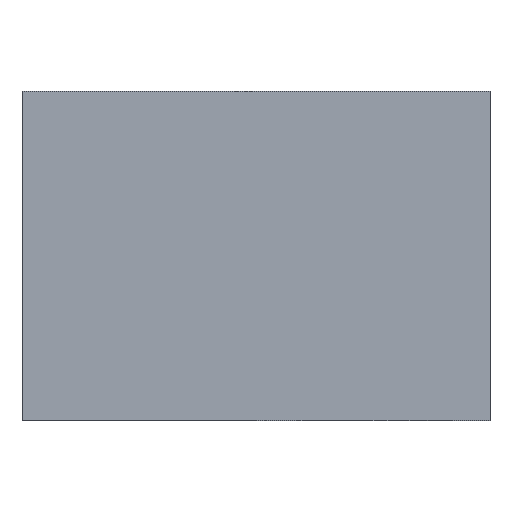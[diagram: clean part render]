
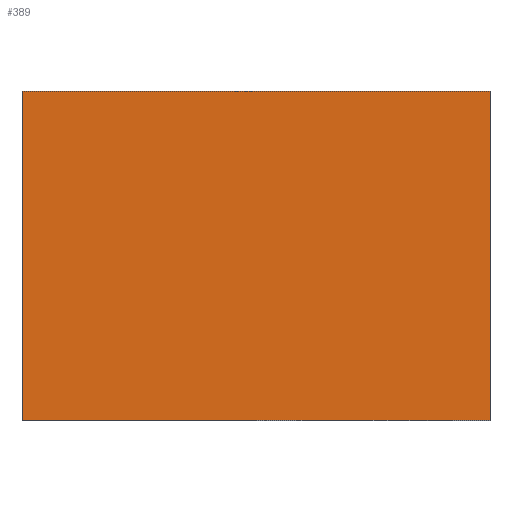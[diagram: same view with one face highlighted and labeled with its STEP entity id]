
A CAD part, top view. The second image highlights one B-rep face of the part: STEP entity #389.
In plain terms, the highlighted planar face has unit normal (0, 0, 1).
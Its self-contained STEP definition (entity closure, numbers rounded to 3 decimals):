
#27 = DIRECTION ( 'NONE',  ( 0., -1., 0. ) ) ;
#115 = EDGE_CURVE ( 'NONE', #858, #767, #536, .T. ) ;
#185 = CARTESIAN_POINT ( 'NONE',  ( 32., -25., 20. ) ) ;
#273 = EDGE_CURVE ( 'NONE', #858, #717, #490, .T. ) ;
#289 = PLANE ( 'NONE',  #1169 ) ;
#297 = DIRECTION ( 'NONE',  ( -1., 0., 0. ) ) ;
#306 = ORIENTED_EDGE ( 'NONE', *, *, #115, .T. ) ;
#344 = DIRECTION ( 'NONE',  ( 0., 0., 1. ) ) ;
#349 = CARTESIAN_POINT ( 'NONE',  ( 32., 20., 20. ) ) ;
#352 = VECTOR ( 'NONE', #27, 1000. ) ;
#389 = ADVANCED_FACE ( 'NONE', ( #449 ), #289, .T. ) ;
#390 = LINE ( 'NONE', #731, #352 ) ;
#401 = DIRECTION ( 'NONE',  ( 0., 1., 0. ) ) ;
#422 = VECTOR ( 'NONE', #891, 1000. ) ;
#431 = LINE ( 'NONE', #475, #422 ) ;
#433 = EDGE_CURVE ( 'NONE', #767, #609, #431, .T. ) ;
#449 = FACE_OUTER_BOUND ( 'NONE', #749, .T. ) ;
#471 = CARTESIAN_POINT ( 'NONE',  ( -32., -25., 20. ) ) ;
#475 = CARTESIAN_POINT ( 'NONE',  ( -32., 20., 20. ) ) ;
#479 = VECTOR ( 'NONE', #297, 1000. ) ;
#490 = LINE ( 'NONE', #185, #479 ) ;
#536 = LINE ( 'NONE', #866, #1305 ) ;
#604 = CARTESIAN_POINT ( 'NONE',  ( 0., 0., 20. ) ) ;
#609 = VERTEX_POINT ( 'NONE', #1434 ) ;
#675 = EDGE_CURVE ( 'NONE', #609, #717, #390, .T. ) ;
#717 = VERTEX_POINT ( 'NONE', #471 ) ;
#731 = CARTESIAN_POINT ( 'NONE',  ( -32., 20., 20. ) ) ;
#749 = EDGE_LOOP ( 'NONE', ( #1364, #1383, #306, #1298 ) ) ;
#767 = VERTEX_POINT ( 'NONE', #349 ) ;
#858 = VERTEX_POINT ( 'NONE', #913 ) ;
#866 = CARTESIAN_POINT ( 'NONE',  ( 32., 20., 20. ) ) ;
#891 = DIRECTION ( 'NONE',  ( -1., 0., 0. ) ) ;
#913 = CARTESIAN_POINT ( 'NONE',  ( 32., -25., 20. ) ) ;
#1169 = AXIS2_PLACEMENT_3D ( 'NONE', #604, #344, #1405 ) ;
#1298 = ORIENTED_EDGE ( 'NONE', *, *, #433, .T. ) ;
#1305 = VECTOR ( 'NONE', #401, 1000. ) ;
#1364 = ORIENTED_EDGE ( 'NONE', *, *, #675, .T. ) ;
#1383 = ORIENTED_EDGE ( 'NONE', *, *, #273, .F. ) ;
#1405 = DIRECTION ( 'NONE',  ( 1., 0., 0. ) ) ;
#1434 = CARTESIAN_POINT ( 'NONE',  ( -32., 20., 20. ) ) ;
